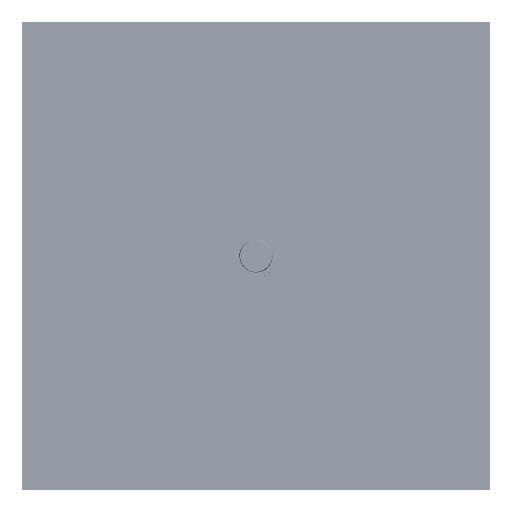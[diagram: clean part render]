
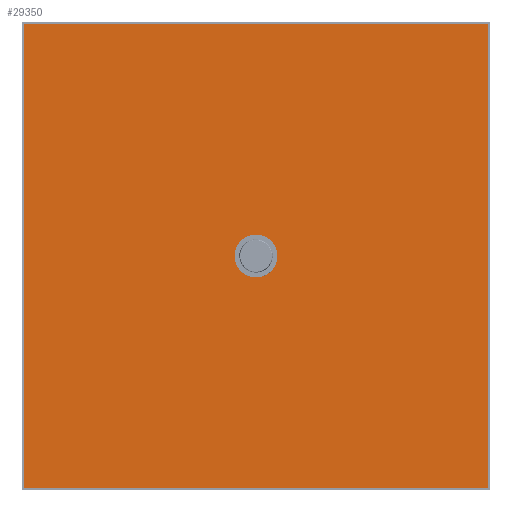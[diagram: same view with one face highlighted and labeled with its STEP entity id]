
A CAD part, top view. The second image highlights one B-rep face of the part: STEP entity #29350.
In plain terms, the highlighted planar face has unit normal (0, 0, 1).
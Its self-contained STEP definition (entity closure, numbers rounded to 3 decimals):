
#3160=FACE_BOUND('',#10715,.T.);
#5987=CIRCLE('',#34087,1.5);
#5988=CIRCLE('',#34090,1.5);
#5989=CIRCLE('',#34093,1.5);
#5990=CIRCLE('',#34096,1.5);
#5991=CIRCLE('',#34099,10.1);
#5992=CIRCLE('',#34100,10.1);
#7840=FACE_OUTER_BOUND('',#10714,.T.);
#10714=EDGE_LOOP('',(#26854,#26855,#26856,#26857,#26858,#26859,#26860,#26861));
#10715=EDGE_LOOP('',(#26862,#26863,#26864,#26865));
#11811=LINE('',#53026,#12913);
#11814=LINE('',#53034,#12916);
#11817=LINE('',#53042,#12919);
#11820=LINE('',#53049,#12922);
#11821=LINE('',#53053,#12923);
#11822=LINE('',#53057,#12924);
#12913=VECTOR('',#44528,344.3);
#12916=VECTOR('',#44537,344.3);
#12919=VECTOR('',#44546,344.3);
#12922=VECTOR('',#44555,344.3);
#12923=VECTOR('',#44558,8.764);
#12924=VECTOR('',#44561,8.764);
#15547=VERTEX_POINT('',#53019);
#15548=VERTEX_POINT('',#53021);
#15549=VERTEX_POINT('',#53025);
#15550=VERTEX_POINT('',#53029);
#15551=VERTEX_POINT('',#53033);
#15552=VERTEX_POINT('',#53037);
#15553=VERTEX_POINT('',#53041);
#15554=VERTEX_POINT('',#53045);
#15555=VERTEX_POINT('',#53051);
#15556=VERTEX_POINT('',#53052);
#15557=VERTEX_POINT('',#53054);
#15558=VERTEX_POINT('',#53056);
#19487=EDGE_CURVE('',#15548,#15547,#5987,.T.);
#19489=EDGE_CURVE('',#15549,#15548,#11811,.T.);
#19491=EDGE_CURVE('',#15550,#15549,#5988,.T.);
#19493=EDGE_CURVE('',#15551,#15550,#11814,.T.);
#19495=EDGE_CURVE('',#15552,#15551,#5989,.T.);
#19497=EDGE_CURVE('',#15553,#15552,#11817,.T.);
#19499=EDGE_CURVE('',#15554,#15553,#5990,.T.);
#19501=EDGE_CURVE('',#15547,#15554,#11820,.T.);
#19502=EDGE_CURVE('',#15555,#15556,#11821,.T.);
#19503=EDGE_CURVE('',#15557,#15555,#5991,.T.);
#19504=EDGE_CURVE('',#15558,#15557,#11822,.T.);
#19505=EDGE_CURVE('',#15556,#15558,#5992,.T.);
#26854=ORIENTED_EDGE('',*,*,#19487,.T.);
#26855=ORIENTED_EDGE('',*,*,#19501,.T.);
#26856=ORIENTED_EDGE('',*,*,#19499,.T.);
#26857=ORIENTED_EDGE('',*,*,#19497,.T.);
#26858=ORIENTED_EDGE('',*,*,#19495,.T.);
#26859=ORIENTED_EDGE('',*,*,#19493,.T.);
#26860=ORIENTED_EDGE('',*,*,#19491,.T.);
#26861=ORIENTED_EDGE('',*,*,#19489,.T.);
#26862=ORIENTED_EDGE('',*,*,#19502,.F.);
#26863=ORIENTED_EDGE('',*,*,#19503,.F.);
#26864=ORIENTED_EDGE('',*,*,#19504,.F.);
#26865=ORIENTED_EDGE('',*,*,#19505,.F.);
#27514=PLANE('',#34098);
#29350=ADVANCED_FACE('',(#7840,#3160),#27514,.T.);
#34087=AXIS2_PLACEMENT_3D('',#53022,#44523,#44524);
#34090=AXIS2_PLACEMENT_3D('',#53030,#44532,#44533);
#34093=AXIS2_PLACEMENT_3D('',#53038,#44541,#44542);
#34096=AXIS2_PLACEMENT_3D('',#53046,#44550,#44551);
#34098=AXIS2_PLACEMENT_3D('',#53050,#44556,#44557);
#34099=AXIS2_PLACEMENT_3D('',#53055,#44559,#44560);
#34100=AXIS2_PLACEMENT_3D('',#53058,#44562,#44563);
#44523=DIRECTION('center_axis',(0.,0.,
1.));
#44524=DIRECTION('ref_axis',(0.,-1.,0.));
#44528=DIRECTION('',(1.,0.,0.));
#44532=DIRECTION('center_axis',(0.,0.,
1.));
#44533=DIRECTION('ref_axis',(-1.,0.,0.));
#44537=DIRECTION('',(0.,-1.,0.));
#44541=DIRECTION('center_axis',(0.,0.,
1.));
#44542=DIRECTION('ref_axis',(0.,1.,0.));
#44546=DIRECTION('',(-1.,0.,0.));
#44550=DIRECTION('center_axis',(0.,0.,
1.));
#44551=DIRECTION('ref_axis',(1.,0.,0.));
#44555=DIRECTION('',(0.,1.,0.));
#44556=DIRECTION('center_axis',(0.,0.,
1.));
#44557=DIRECTION('ref_axis',(1.,0.,0.));
#44558=DIRECTION('',(0.,1.,0.));
#44559=DIRECTION('center_axis',(0.,0.,
1.));
#44560=DIRECTION('ref_axis',(-0.901,-0.434,0.));
#44561=DIRECTION('',(0.,-1.,0.));
#44562=DIRECTION('center_axis',(0.,0.,
1.));
#44563=DIRECTION('ref_axis',(0.901,0.434,0.));
#53019=CARTESIAN_POINT('',(173.65,-95.75,16.8));
#53021=CARTESIAN_POINT('',(172.15,-97.25,16.8));
#53022=CARTESIAN_POINT('Origin',(172.15,-95.75,16.8));
#53025=CARTESIAN_POINT('',(-172.15,-97.25,16.8));
#53026=CARTESIAN_POINT('',(-172.15,-97.25,16.8));
#53029=CARTESIAN_POINT('',(-173.65,-95.75,16.8));
#53030=CARTESIAN_POINT('Origin',(-172.15,-95.75,16.8));
#53033=CARTESIAN_POINT('',(-173.65,248.55,16.8));
#53034=CARTESIAN_POINT('',(-173.65,248.55,16.8));
#53037=CARTESIAN_POINT('',(-172.15,250.05,16.8));
#53038=CARTESIAN_POINT('Origin',(-172.15,248.55,16.8));
#53041=CARTESIAN_POINT('',(172.15,250.05,16.8));
#53042=CARTESIAN_POINT('',(172.15,250.05,16.8));
#53045=CARTESIAN_POINT('',(173.65,248.55,16.8));
#53046=CARTESIAN_POINT('Origin',(172.15,248.55,16.8));
#53049=CARTESIAN_POINT('',(173.65,-95.75,16.8));
#53050=CARTESIAN_POINT('Origin',(0.,76.4,16.8));
#53051=CARTESIAN_POINT('',(9.1,72.018,16.8));
#53052=CARTESIAN_POINT('',(9.1,80.782,16.8));
#53053=CARTESIAN_POINT('',(9.1,72.018,16.8));
#53054=CARTESIAN_POINT('',(-9.1,72.018,16.8));
#53055=CARTESIAN_POINT('Origin',(0.,76.4,16.8));
#53056=CARTESIAN_POINT('',(-9.1,80.782,16.8));
#53057=CARTESIAN_POINT('',(-9.1,80.782,16.8));
#53058=CARTESIAN_POINT('Origin',(0.,76.4,16.8));
